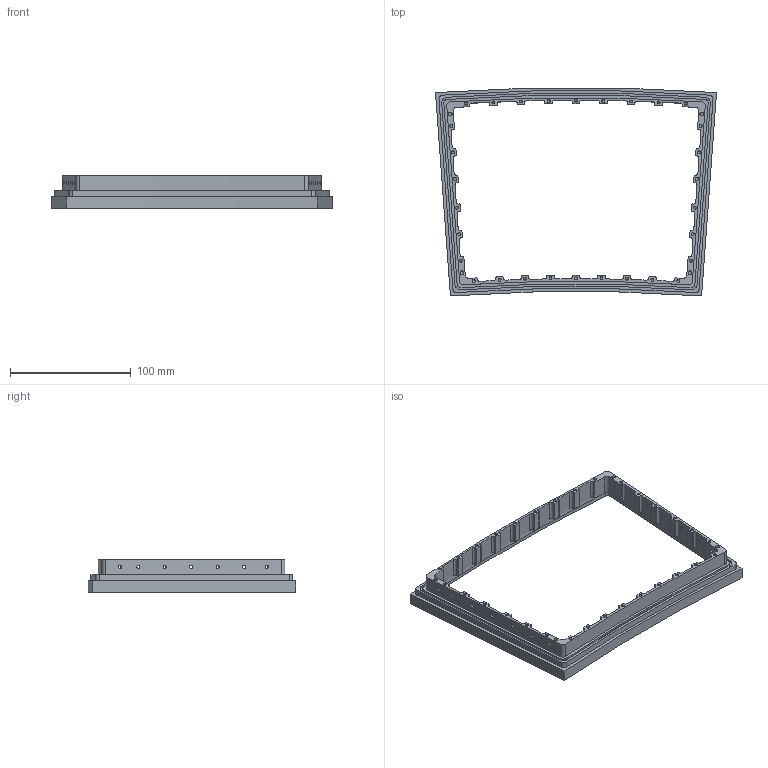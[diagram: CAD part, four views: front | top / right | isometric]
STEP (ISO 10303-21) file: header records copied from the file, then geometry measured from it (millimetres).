
FILE_DESCRIPTION((''),'2;1');
FILE_NAME('20110627-6080-164-LP1-Backframe-Lightened.stp','2011-06-27T16:15:17',('dpp2'),(''),'Autodesk Inventor 2011','Autodesk Inventor 2011','');
FILE_SCHEMA(('AUTOMOTIVE_DESIGN { 1 0 10303 214 1 1 1 1 }'));
Length unit declared in the file: millimetre
Products named in the file (1): LP1-Backframe2
Bounding box: 232.93 x 172.32 x 27 mm (x, y, z)
Volume: 105912.4 mm3; surface area: 62676.4 mm2
Topology: 1 solids, 1 shells, 373 faces, 1064 edges, 704 vertices
Faces by surface type: cylinder 240, plane 97, cone 36
Full cylindrical faces by diameter (mm): 1.9 x2, 2 x2, 2.459 x44, 2.9 x4, 3 x4
Entity records: 11504 total; most frequent: DIRECTION 2176, CARTESIAN_POINT 1938, ORIENTED_EDGE 1832, EDGE_CURVE 916, AXIS2_PLACEMENT_3D 886, VERTEX_POINT 648, CIRCLE 512, EDGE_LOOP 506
